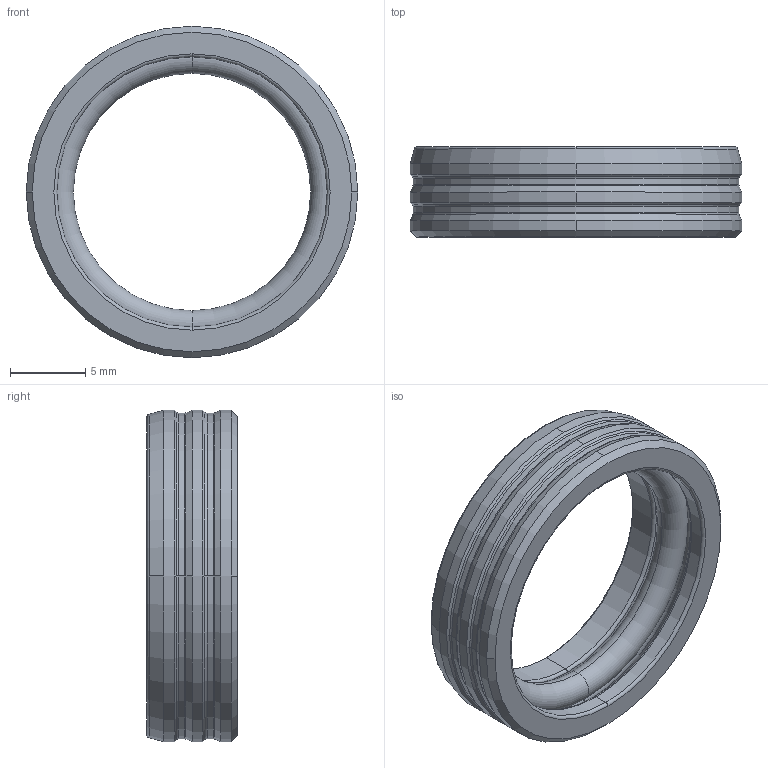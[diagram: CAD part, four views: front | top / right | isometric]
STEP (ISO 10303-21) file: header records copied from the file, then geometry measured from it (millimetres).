
FILE_DESCRIPTION (( 'STEP AP214' ), '1' );
FILE_NAME ('CV162206.STEP', '2017-06-22T09:52:37', ( '' ), ( '' ), 'SwSTEP 2.0', 'SolidWorks 2017', '' );
FILE_SCHEMA (( 'AUTOMOTIVE_DESIGN' ));
Length unit declared in the file: millimetre
Products named in the file (3): 3JT16X2; 9CV162206; CV162206
Assembly tree (2 placements, depth 2):
  CV162206
    9CV162206
    3JT16X2
Bounding box: 22.08 x 6 x 22.08 mm (x, y, z)
Volume: 903.2 mm3; surface area: 1460.8 mm2
Topology: 2 solids, 2 shells, 59 faces, 132 edges, 76 vertices
Faces by surface type: torus 24, cone 16, cylinder 16, plane 3
Entity records: 1820 total; most frequent: DIRECTION 360, CARTESIAN_POINT 272, ORIENTED_EDGE 264, AXIS2_PLACEMENT_3D 164, EDGE_CURVE 132, CIRCLE 100, VERTEX_POINT 76, EDGE_LOOP 62
